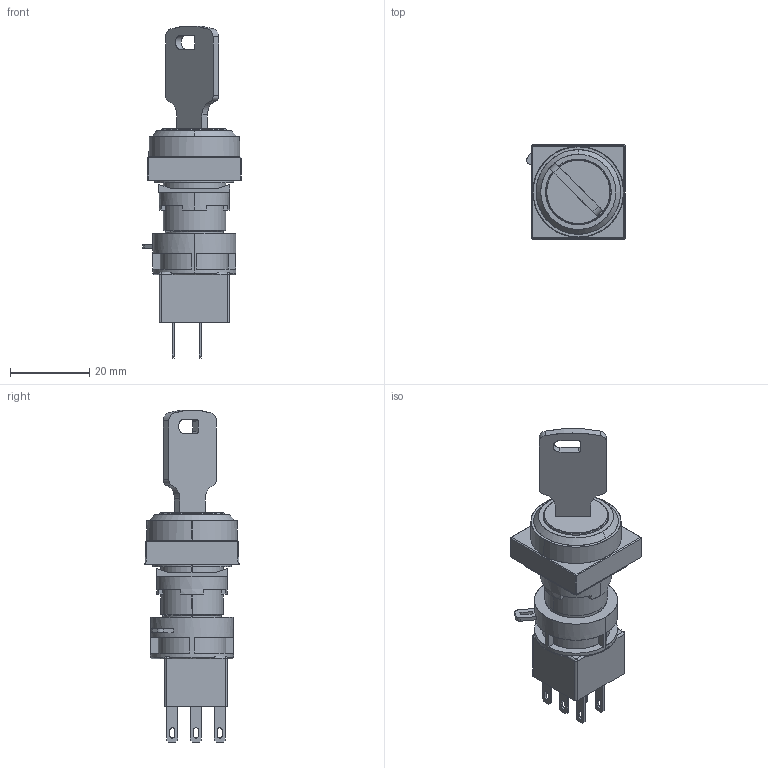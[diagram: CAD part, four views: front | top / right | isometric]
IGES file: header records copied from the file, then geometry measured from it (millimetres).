
Start section: SolidWorks IGES file using analytic representation for surfaces
Global section: file name: 51_HA3K-[2][3]$Cx$.IGS; native system: SolidWorks 2019; preprocessor: SolidWorks 2019; author: 1003660; date: 201028.111701; units: millimetre
Bounding box: 24.99 x 23.8 x 84 mm (x, y, z)
Surface area: 8208.9 mm2 (no closed solid volume)
Topology: 0 solids, 0 shells, 245 faces, 2414 edges, 2410 vertices
Faces by surface type: bspline 174, revolution 71
